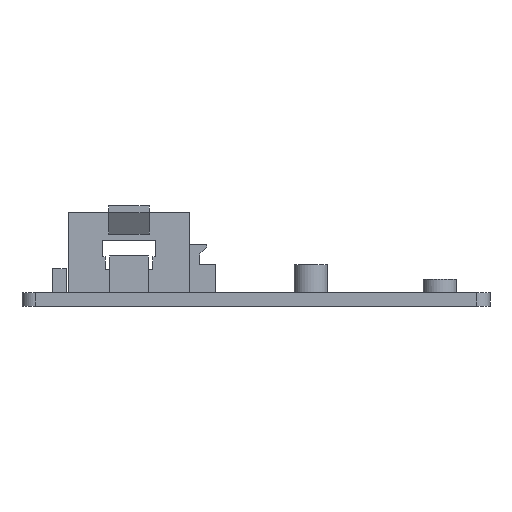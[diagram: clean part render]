
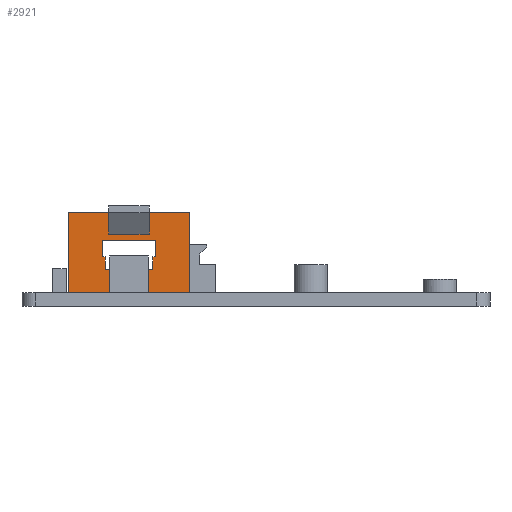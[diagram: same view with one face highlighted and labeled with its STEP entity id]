
A CAD part, front view. The second image highlights one B-rep face of the part: STEP entity #2921.
In plain terms, the highlighted planar face has unit normal (0, -1, 0).
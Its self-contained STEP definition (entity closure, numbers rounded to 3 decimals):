
#43=FACE_BOUND('',#452,.T.);
#268=FACE_OUTER_BOUND('',#451,.T.);
#451=EDGE_LOOP('',(#2522,#2523,#2524,#2525,#2526,#2527,#2528,#2529));
#452=EDGE_LOOP('',(#2530,#2531,#2532,#2533,#2534,#2535,#2536,#2537));
#689=LINE('',#4520,#1036);
#750=LINE('',#4692,#1097);
#754=LINE('',#4700,#1101);
#757=LINE('',#4706,#1104);
#760=LINE('',#4712,#1107);
#763=LINE('',#4718,#1110);
#766=LINE('',#4724,#1113);
#769=LINE('',#4730,#1116);
#772=LINE('',#4735,#1119);
#775=LINE('',#4742,#1122);
#788=LINE('',#4767,#1135);
#790=LINE('',#4771,#1137);
#791=LINE('',#4774,#1138);
#792=LINE('',#4775,#1139);
#793=LINE('',#4777,#1140);
#794=LINE('',#4778,#1141);
#1036=VECTOR('',#3520,10.);
#1097=VECTOR('',#3691,10.);
#1101=VECTOR('',#3697,10.);
#1104=VECTOR('',#3702,10.);
#1107=VECTOR('',#3707,10.);
#1110=VECTOR('',#3712,10.);
#1113=VECTOR('',#3717,10.);
#1116=VECTOR('',#3722,10.);
#1119=VECTOR('',#3727,10.);
#1122=VECTOR('',#3732,10.);
#1135=VECTOR('',#3753,10.);
#1137=VECTOR('',#3757,10.);
#1138=VECTOR('',#3760,10.);
#1139=VECTOR('',#3761,10.);
#1140=VECTOR('',#3762,10.);
#1141=VECTOR('',#3763,10.);
#1334=VERTEX_POINT('',#4517);
#1335=VERTEX_POINT('',#4519);
#1390=VERTEX_POINT('',#4690);
#1391=VERTEX_POINT('',#4691);
#1394=VERTEX_POINT('',#4699);
#1396=VERTEX_POINT('',#4705);
#1398=VERTEX_POINT('',#4711);
#1400=VERTEX_POINT('',#4717);
#1402=VERTEX_POINT('',#4723);
#1404=VERTEX_POINT('',#4729);
#1407=VERTEX_POINT('',#4739);
#1408=VERTEX_POINT('',#4741);
#1416=VERTEX_POINT('',#4765);
#1417=VERTEX_POINT('',#4769);
#1418=VERTEX_POINT('',#4773);
#1419=VERTEX_POINT('',#4776);
#1677=EDGE_CURVE('',#1335,#1334,#689,.T.);
#1758=EDGE_CURVE('',#1390,#1391,#750,.T.);
#1762=EDGE_CURVE('',#1391,#1394,#754,.T.);
#1765=EDGE_CURVE('',#1394,#1396,#757,.T.);
#1768=EDGE_CURVE('',#1396,#1398,#760,.T.);
#1771=EDGE_CURVE('',#1398,#1400,#763,.T.);
#1774=EDGE_CURVE('',#1400,#1402,#766,.T.);
#1777=EDGE_CURVE('',#1402,#1404,#769,.T.);
#1780=EDGE_CURVE('',#1404,#1390,#772,.T.);
#1783=EDGE_CURVE('',#1408,#1407,#775,.T.);
#1796=EDGE_CURVE('',#1407,#1416,#788,.T.);
#1798=EDGE_CURVE('',#1416,#1417,#790,.T.);
#1799=EDGE_CURVE('',#1417,#1418,#791,.T.);
#1800=EDGE_CURVE('',#1335,#1418,#792,.T.);
#1801=EDGE_CURVE('',#1334,#1419,#793,.T.);
#1802=EDGE_CURVE('',#1419,#1408,#794,.T.);
#2522=ORIENTED_EDGE('',*,*,#1798,.T.);
#2523=ORIENTED_EDGE('',*,*,#1799,.T.);
#2524=ORIENTED_EDGE('',*,*,#1800,.F.);
#2525=ORIENTED_EDGE('',*,*,#1677,.T.);
#2526=ORIENTED_EDGE('',*,*,#1801,.T.);
#2527=ORIENTED_EDGE('',*,*,#1802,.T.);
#2528=ORIENTED_EDGE('',*,*,#1783,.T.);
#2529=ORIENTED_EDGE('',*,*,#1796,.T.);
#2530=ORIENTED_EDGE('',*,*,#1758,.T.);
#2531=ORIENTED_EDGE('',*,*,#1762,.T.);
#2532=ORIENTED_EDGE('',*,*,#1765,.T.);
#2533=ORIENTED_EDGE('',*,*,#1768,.T.);
#2534=ORIENTED_EDGE('',*,*,#1771,.T.);
#2535=ORIENTED_EDGE('',*,*,#1774,.T.);
#2536=ORIENTED_EDGE('',*,*,#1777,.T.);
#2537=ORIENTED_EDGE('',*,*,#1780,.T.);
#2774=PLANE('',#3110);
#2921=ADVANCED_FACE('',(#268,#43),#2774,.T.);
#3110=AXIS2_PLACEMENT_3D('',#4772,#3758,#3759);
#3520=DIRECTION('',(1.,0.,0.));
#3691=DIRECTION('',(0.,0.,1.));
#3697=DIRECTION('',(-1.,0.,0.));
#3702=DIRECTION('',(0.,0.,1.));
#3707=DIRECTION('',(1.,0.,0.));
#3712=DIRECTION('',(0.,0.,-1.));
#3717=DIRECTION('',(-1.,0.,0.));
#3722=DIRECTION('',(0.,0.,-1.));
#3727=DIRECTION('',(-1.,0.,0.));
#3732=DIRECTION('',(0.,0.,-1.));
#3753=DIRECTION('',(-1.,0.,0.));
#3757=DIRECTION('',(0.,0.,1.));
#3758=DIRECTION('center_axis',(0.,-1.,0.));
#3759=DIRECTION('ref_axis',(0.,0.,1.));
#3760=DIRECTION('',(-1.,0.,0.));
#3761=DIRECTION('',(0.,0.,1.));
#3762=DIRECTION('',(0.,0.,1.));
#3763=DIRECTION('',(-1.,0.,0.));
#4517=CARTESIAN_POINT('',(-10.,35.,0.));
#4519=CARTESIAN_POINT('',(-28.,35.,0.));
#4520=CARTESIAN_POINT('',(-33.,35.,0.));
#4690=CARTESIAN_POINT('',(-22.575,35.,3.5));
#4691=CARTESIAN_POINT('',(-22.575,35.,5.375));
#4692=CARTESIAN_POINT('',(-22.575,35.,1.687));
#4699=CARTESIAN_POINT('',(-22.975,35.,5.375));
#4700=CARTESIAN_POINT('',(-16.488,35.,5.375));
#4705=CARTESIAN_POINT('',(-22.975,35.,7.85));
#4706=CARTESIAN_POINT('',(-22.975,35.,2.925));
#4711=CARTESIAN_POINT('',(-15.025,35.,7.85));
#4712=CARTESIAN_POINT('',(-12.513,35.,7.85));
#4717=CARTESIAN_POINT('',(-15.025,35.,5.375));
#4718=CARTESIAN_POINT('',(-15.025,35.,1.687));
#4723=CARTESIAN_POINT('',(-15.425,35.,5.375));
#4724=CARTESIAN_POINT('',(-12.713,35.,5.375));
#4729=CARTESIAN_POINT('',(-15.425,35.,3.5));
#4730=CARTESIAN_POINT('',(-15.425,35.,0.75));
#4735=CARTESIAN_POINT('',(-16.288,35.,3.5));
#4739=CARTESIAN_POINT('',(-16.,35.,8.787));
#4741=CARTESIAN_POINT('',(-16.,35.,12.));
#4742=CARTESIAN_POINT('',(-16.,35.,4.447));
#4765=CARTESIAN_POINT('',(-22.,35.,8.787));
#4767=CARTESIAN_POINT('',(-14.5,35.,8.787));
#4769=CARTESIAN_POINT('',(-22.,35.,12.));
#4771=CARTESIAN_POINT('',(-22.,35.,4.447));
#4772=CARTESIAN_POINT('Origin',(-10.,35.,-2.));
#4773=CARTESIAN_POINT('',(-28.,35.,12.));
#4774=CARTESIAN_POINT('',(-10.,35.,12.));
#4775=CARTESIAN_POINT('',(-28.,35.,0.));
#4776=CARTESIAN_POINT('',(-10.,35.,12.));
#4777=CARTESIAN_POINT('',(-10.,35.,0.));
#4778=CARTESIAN_POINT('',(-10.,35.,12.));
